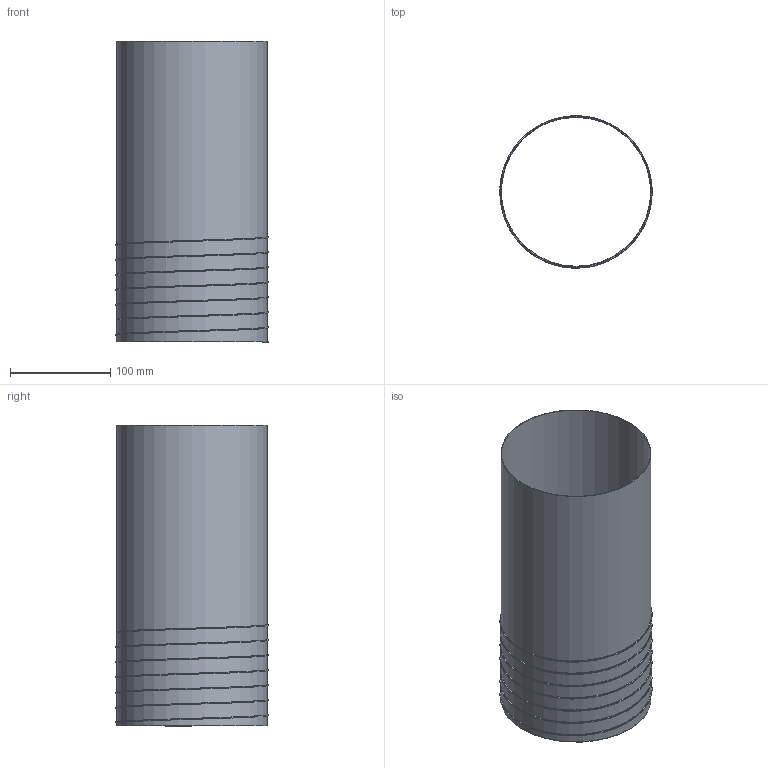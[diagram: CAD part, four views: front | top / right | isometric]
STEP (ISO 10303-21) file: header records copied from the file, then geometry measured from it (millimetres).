
FILE_DESCRIPTION(('Open CASCADE Model'),'2;1');
FILE_NAME('Open CASCADE Shape Model','2025-02-18T03:39:27',('Author'),( 'Open CASCADE'),'Open CASCADE STEP processor 7.8','Open CASCADE 7.8' ,'Unknown');
FILE_SCHEMA(('AUTOMOTIVE_DESIGN { 1 0 10303 214 1 1 1 1 }'));
Length unit declared in the file: millimetre
Products named in the file (3): Open CASCADE STEP translator 7.8 2; Open CASCADE STEP translator 7.8 2.1; Open CASCADE STEP translator 7.8 2.2
Assembly tree (2 placements, depth 2):
  Open CASCADE STEP translator 7.8 2
    Open CASCADE STEP translator 7.8 2.1
    Open CASCADE STEP translator 7.8 2.2
Bounding box: 151.99 x 151.99 x 301 mm (x, y, z)
Volume: 73692.2 mm3; surface area: 295561.8 mm2
Topology: 2 solids, 2 shells, 10 faces, 18 edges, 12 vertices
Faces by surface type: bspline 5, cylinder 2, plane 2, offset 1
Full cylindrical faces by diameter (mm): 149 x1, 150 x1
Entity records: 1723 total; most frequent: CARTESIAN_POINT 1315, DIRECTION 60, ORIENTED_EDGE 36, PCURVE 36, DEFINITIONAL_REPRESENTATION 36, LINE 34, VECTOR 34, EDGE_CURVE 18
